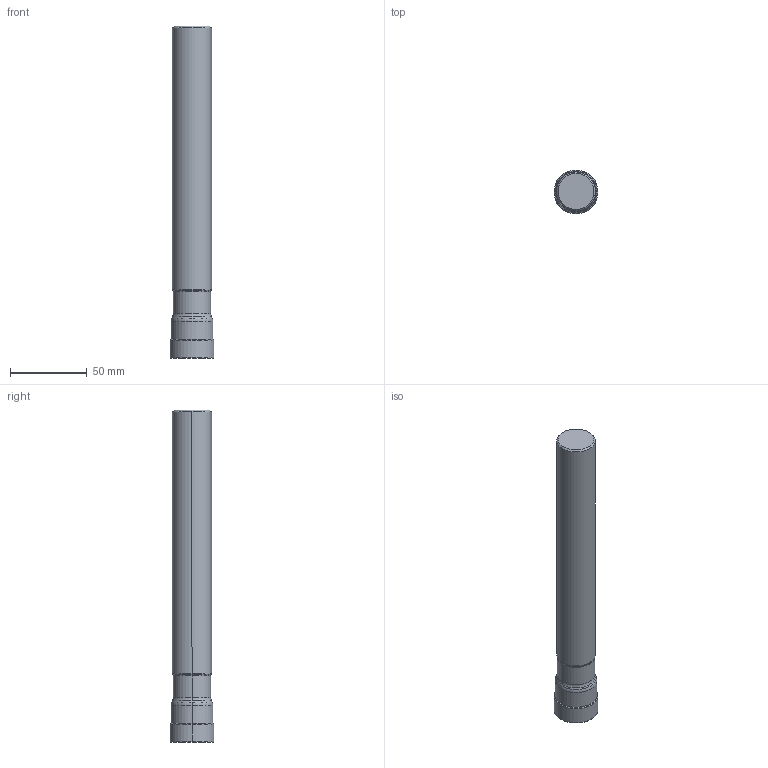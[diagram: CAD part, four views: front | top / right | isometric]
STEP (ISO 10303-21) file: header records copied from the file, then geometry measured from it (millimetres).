
FILE_DESCRIPTION(/* description */ (''),/* implementation_level */ '2;1');
FILE_NAME(/* name */ 'VPX300UR1802SA16L_IR0_016.stp',/* time_stamp */ '2025-08-29T15:08:43+09:00',/* author */ (''),/* organization */ (''),/* preprocessor_version */ 'ST-DEVELOPER v16',/* originating_system */ 'SIEMENS PLM Software NX 10.0',/* authorisation */ '');
FILE_SCHEMA (('AUTOMOTIVE_DESIGN { 1 0 10303 214 3 1 1 1 }'));
Length unit declared in the file: millimetre
Products named in the file (1): VPX300UR1802SA16L_IR0_016_ASM
Bounding box: 28.57 x 28.57 x 215.9 mm (x, y, z)
Volume: 114140.1 mm3; surface area: 20652.1 mm2
Topology: 2 solids, 2 shells, 65 faces, 152 edges, 109 vertices
Faces by surface type: revolution 20, torus 18, cone 10, cylinder 8, bspline 6, plane 3
Entity records: 3112 total; most frequent: CARTESIAN_POINT 1536, DIRECTION 330, ORIENTED_EDGE 268, AXIS2_PLACEMENT_3D 145, EDGE_CURVE 134, CIRCLE 98, VERTEX_POINT 72, EDGE_LOOP 66
